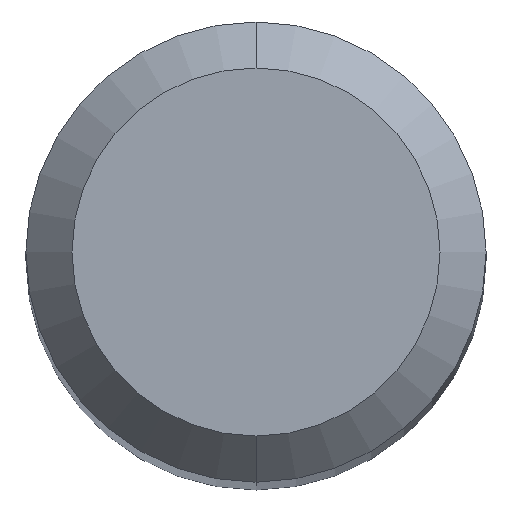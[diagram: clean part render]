
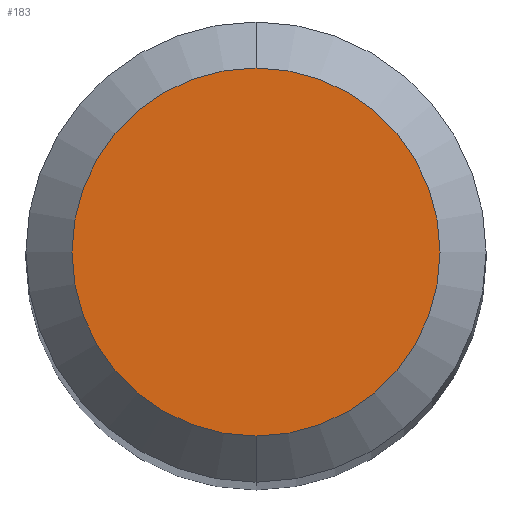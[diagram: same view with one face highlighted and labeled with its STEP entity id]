
A CAD part, top view. The second image highlights one B-rep face of the part: STEP entity #183.
In plain terms, the highlighted planar face has unit normal (0, 0, 1).
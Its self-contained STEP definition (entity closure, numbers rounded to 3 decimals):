
#183=ADVANCED_FACE('',(#490),#491,.T.);
#307=EDGE_CURVE('',#315,#425,#629,.T.);
#315=VERTEX_POINT('',#637);
#425=VERTEX_POINT('',#757);
#463=EDGE_CURVE('',#425,#315,#800,.T.);
#490=FACE_OUTER_BOUND('',#828,.T.);
#491=PLANE('',#829);
#629=CIRCLE('',#1080,1.2);
#637=CARTESIAN_POINT('',(0.0,1.2,0.0));
#757=CARTESIAN_POINT('',(0.,-1.2,0.0));
#800=CIRCLE('',#1443,1.2);
#828=EDGE_LOOP('',(#1450,#1451));
#829=AXIS2_PLACEMENT_3D('',#1452,#1453,#1454);
#1080=AXIS2_PLACEMENT_3D('',#1633,#1634,#1635);
#1443=AXIS2_PLACEMENT_3D('',#1802,#1803,#1804);
#1450=ORIENTED_EDGE('',*,*,#307,.F.);
#1451=ORIENTED_EDGE('',*,*,#463,.F.);
#1452=CARTESIAN_POINT('',(0.0,0.6,0.0));
#1453=DIRECTION('',(-0.0,0.0,1.0));
#1454=DIRECTION('',(0.0,-1.0,0.0));
#1633=CARTESIAN_POINT('',(0.0,0.0,0.0));
#1634=DIRECTION('',(0.0,0.0,-1.0));
#1635=DIRECTION('',(0.0,1.0,0.0));
#1802=CARTESIAN_POINT('',(0.0,0.0,0.0));
#1803=DIRECTION('',(0.0,0.0,-1.0));
#1804=DIRECTION('',(0.0,1.0,0.0));
